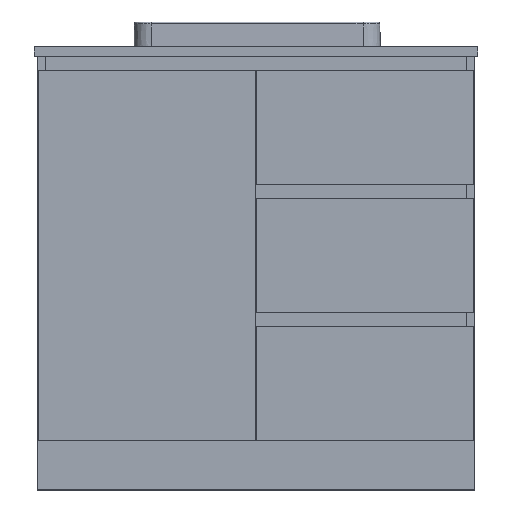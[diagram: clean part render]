
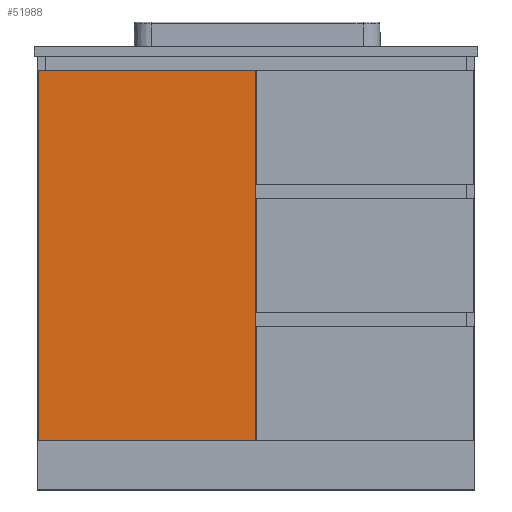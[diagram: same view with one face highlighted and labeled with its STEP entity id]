
A CAD part, top view. The second image highlights one B-rep face of the part: STEP entity #51988.
In plain terms, the highlighted planar face has unit normal (0, 0, 1).
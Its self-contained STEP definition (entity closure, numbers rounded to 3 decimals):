
#261 = LINE ( 'NONE', #49305, #31367 ) ;
#2096 = DIRECTION ( 'NONE',  ( -1., 0., 0. ) ) ;
#2600 = LINE ( 'NONE', #50027, #14770 ) ;
#2737 = EDGE_CURVE ( 'NONE', #20243, #63083, #6691, .T. ) ;
#4330 = EDGE_CURVE ( 'NONE', #5909, #48960, #2600, .T. ) ;
#5909 = VERTEX_POINT ( 'NONE', #67190 ) ;
#6600 = PLANE ( 'NONE',  #15204 ) ;
#6691 = LINE ( 'NONE', #8716, #17259 ) ;
#8396 = LINE ( 'NONE', #18264, #63726 ) ;
#8716 = CARTESIAN_POINT ( 'NONE',  ( -442.5, 362., 341.1 ) ) ;
#11825 = DIRECTION ( 'NONE',  ( 0., 0., 1. ) ) ;
#12734 = CARTESIAN_POINT ( 'NONE',  ( 0., 0., 341.1 ) ) ;
#14770 = VECTOR ( 'NONE', #60469, 1000. ) ;
#15204 = AXIS2_PLACEMENT_3D ( 'NONE', #12734, #11825, #42981 ) ;
#17259 = VECTOR ( 'NONE', #2096, 1000. ) ;
#18264 = CARTESIAN_POINT ( 'NONE',  ( -1.25, 362., 341.1 ) ) ;
#18871 = ORIENTED_EDGE ( 'NONE', *, *, #4330, .T. ) ;
#19465 = ORIENTED_EDGE ( 'NONE', *, *, #21572, .T. ) ;
#20243 = VERTEX_POINT ( 'NONE', #22146 ) ;
#21271 = ORIENTED_EDGE ( 'NONE', *, *, #41594, .T. ) ;
#21572 = EDGE_CURVE ( 'NONE', #48960, #20243, #8396, .T. ) ;
#22146 = CARTESIAN_POINT ( 'NONE',  ( -1.25, 362., 341.1 ) ) ;
#25139 = ORIENTED_EDGE ( 'NONE', *, *, #2737, .T. ) ;
#31367 = VECTOR ( 'NONE', #44073, 1000. ) ;
#31409 = FACE_OUTER_BOUND ( 'NONE', #48368, .T. ) ;
#41594 = EDGE_CURVE ( 'NONE', #63083, #5909, #261, .T. ) ;
#42981 = DIRECTION ( 'NONE',  ( 1., 0., 0. ) ) ;
#44073 = DIRECTION ( 'NONE',  ( 0., -1., 0. ) ) ;
#48368 = EDGE_LOOP ( 'NONE', ( #21271, #18871, #19465, #25139 ) ) ;
#48960 = VERTEX_POINT ( 'NONE', #64576 ) ;
#49305 = CARTESIAN_POINT ( 'NONE',  ( -442.5, 362., 341.1 ) ) ;
#50027 = CARTESIAN_POINT ( 'NONE',  ( -442.5, -390., 341.1 ) ) ;
#51405 = CARTESIAN_POINT ( 'NONE',  ( -442.5, 362., 341.1 ) ) ;
#51988 = ADVANCED_FACE ( 'NONE', ( #31409 ), #6600, .T. ) ;
#60469 = DIRECTION ( 'NONE',  ( 1., 0., 0. ) ) ;
#63083 = VERTEX_POINT ( 'NONE', #51405 ) ;
#63726 = VECTOR ( 'NONE', #65750, 1000. ) ;
#64576 = CARTESIAN_POINT ( 'NONE',  ( -1.25, -390., 341.1 ) ) ;
#65750 = DIRECTION ( 'NONE',  ( 0., 1., 0. ) ) ;
#67190 = CARTESIAN_POINT ( 'NONE',  ( -442.5, -390., 341.1 ) ) ;
